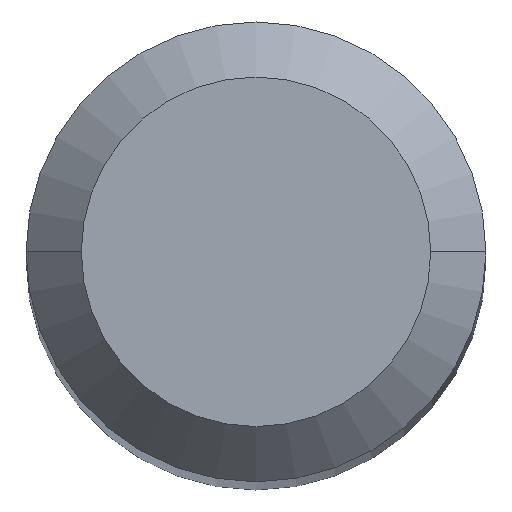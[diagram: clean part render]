
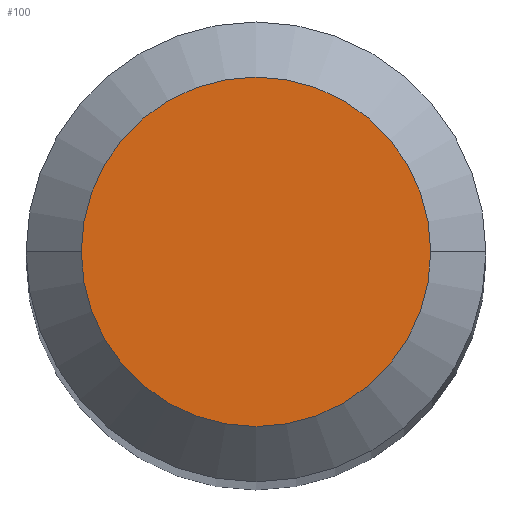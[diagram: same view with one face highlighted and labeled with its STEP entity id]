
A CAD part, top view. The second image highlights one B-rep face of the part: STEP entity #100.
In plain terms, the highlighted planar face has unit normal (0, 0, 1).
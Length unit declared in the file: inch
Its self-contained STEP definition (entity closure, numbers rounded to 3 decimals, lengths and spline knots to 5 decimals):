
#5 = EDGE_LOOP ( 'NONE', ( #34, #335 ) ) ;
#13 = CARTESIAN_POINT ( 'NONE',  ( 0., 0.0475, 0. ) ) ;
#34 = ORIENTED_EDGE ( 'NONE', *, *, #514, .T. ) ;
#49 = PLANE ( 'NONE',  #294 ) ;
#93 = DIRECTION ( 'NONE',  ( 0., 0., -1. ) ) ;
#100 = ADVANCED_FACE ( 'NONE', ( #380 ), #49, .F. ) ;
#147 = EDGE_CURVE ( 'NONE', #368, #401, #217, .T. ) ;
#175 = DIRECTION ( 'NONE',  ( 1., 0., 0. ) ) ;
#185 = AXIS2_PLACEMENT_3D ( 'NONE', #405, #517, #175 ) ;
#217 = CIRCLE ( 'NONE', #403, 0.0475 ) ;
#294 = AXIS2_PLACEMENT_3D ( 'NONE', #13, #93, #497 ) ;
#304 = CARTESIAN_POINT ( 'NONE',  ( 0., 0., 0. ) ) ;
#321 = CIRCLE ( 'NONE', #185, 0.0475 ) ;
#335 = ORIENTED_EDGE ( 'NONE', *, *, #147, .T. ) ;
#344 = DIRECTION ( 'NONE',  ( 0., 0., 1. ) ) ;
#368 = VERTEX_POINT ( 'NONE', #515 ) ;
#380 = FACE_OUTER_BOUND ( 'NONE', #5, .T. ) ;
#401 = VERTEX_POINT ( 'NONE', #440 ) ;
#403 = AXIS2_PLACEMENT_3D ( 'NONE', #304, #344, #461 ) ;
#405 = CARTESIAN_POINT ( 'NONE',  ( 0., 0., 0. ) ) ;
#440 = CARTESIAN_POINT ( 'NONE',  ( -0.0475, 0., 0. ) ) ;
#461 = DIRECTION ( 'NONE',  ( 1., 0., 0. ) ) ;
#497 = DIRECTION ( 'NONE',  ( -1., 0., 0. ) ) ;
#514 = EDGE_CURVE ( 'NONE', #401, #368, #321, .T. ) ;
#515 = CARTESIAN_POINT ( 'NONE',  ( 0.0475, 0., 0. ) ) ;
#517 = DIRECTION ( 'NONE',  ( 0., 0., 1. ) ) ;
